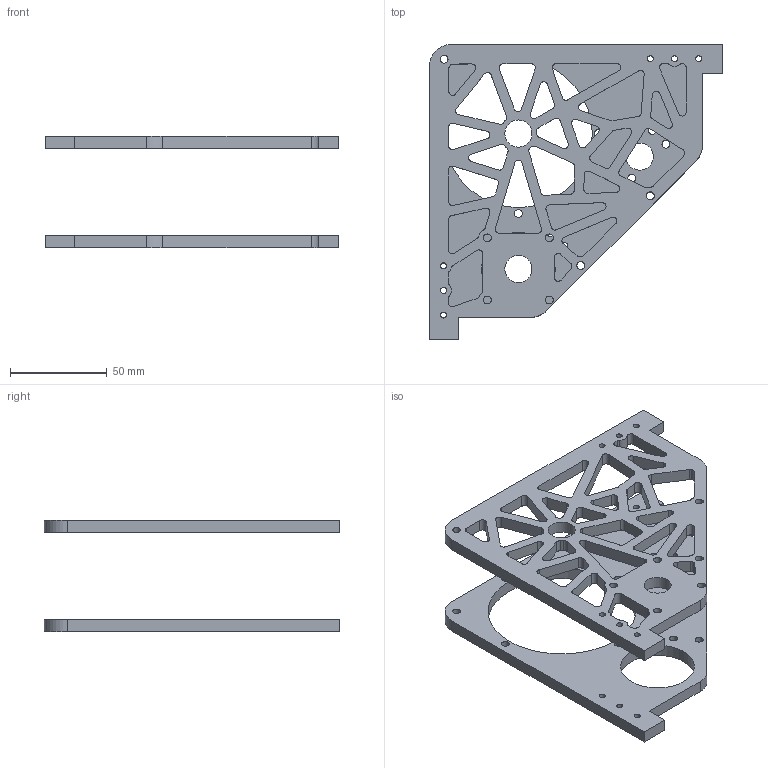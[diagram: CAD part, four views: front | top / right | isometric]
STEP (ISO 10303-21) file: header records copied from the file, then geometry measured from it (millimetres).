
FILE_DESCRIPTION(/* description */ ('STEP AP242','CAx-IF Rec.Pracs.---Representation and Presentation of Product Manufacturing Information (PMI)---4.0---2014-10-13','CAx-IF Rec.Pracs.---3D Tessellated Geometry---0.4---2014-09-14','2;1'),/* implementation_level */ '2;1');
FILE_NAME(/* name */ '667203e2226ed90948fc3fc1',/* time_stamp */ '2024-06-18T22:02:10Z',/* author */ (''),/* organization */ (''),/* preprocessor_version */ 'ST-DEVELOPER v20',/* originating_system */ ' ',/* authorisation */ ' ');
FILE_SCHEMA (('AP242_MANAGED_MODEL_BASED_3D_ENGINEERING_MIM_LF { 1 0 10303 442 1 1 4 }'));
Length unit declared in the file: metre
Products named in the file (2): Part 1; Part 2
Bounding box: 151.6 x 152.4 x 57.7 mm (x, y, z)
Volume: 129116.6 mm3; surface area: 63166.7 mm2
Topology: 2 solids, 2 shells, 247 faces, 729 edges, 486 vertices
Faces by surface type: cylinder 147, plane 100
Full cylindrical faces by diameter (mm): 3.1 x12, 4.1 x20, 14 x3, 38 x1, 76.2 x1
Entity records: 8459 total; most frequent: DIRECTION 1484, CARTESIAN_POINT 1427, ORIENTED_EDGE 1384, EDGE_CURVE 692, AXIS2_PLACEMENT_3D 543, VERTEX_POINT 486, EDGE_LOOP 404, FACE_BOUND 404
